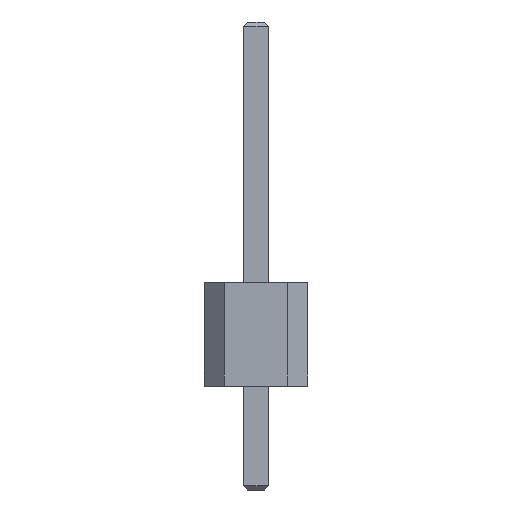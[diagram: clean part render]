
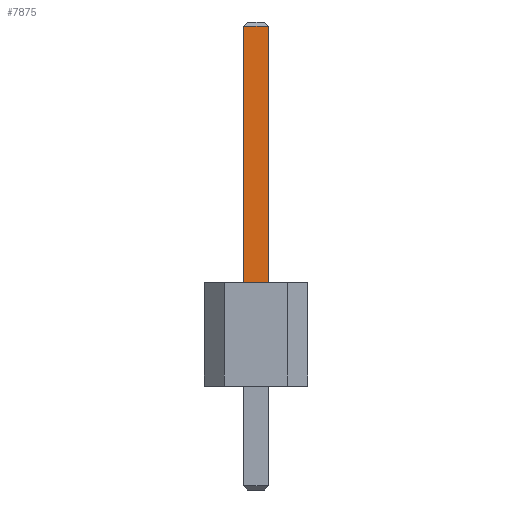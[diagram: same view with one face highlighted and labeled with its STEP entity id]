
A CAD part, left-side view. The second image highlights one B-rep face of the part: STEP entity #7875.
In plain terms, the highlighted planar face has unit normal (-1, 0, 0).
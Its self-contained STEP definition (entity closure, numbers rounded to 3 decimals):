
#80 = CARTESIAN_POINT ( 'NONE',  ( -0.3, -0.3, 8.9 ) ) ;
#97 = ORIENTED_EDGE ( 'NONE', *, *, #342, .T. ) ;
#342 = EDGE_CURVE ( 'NONE', #615, #3226, #3393, .T. ) ;
#537 = CARTESIAN_POINT ( 'NONE',  ( -0.3, 0.3, 2.54 ) ) ;
#615 = VERTEX_POINT ( 'NONE', #1500 ) ;
#1500 = CARTESIAN_POINT ( 'NONE',  ( -0.3, -0.3, 8.8 ) ) ;
#1874 = LINE ( 'NONE', #8367, #6586 ) ;
#1885 = CARTESIAN_POINT ( 'NONE',  ( -0.3, 0., 8.8 ) ) ;
#2015 = CARTESIAN_POINT ( 'NONE',  ( -0.3, 0.3, 8.9 ) ) ;
#2016 = EDGE_CURVE ( 'NONE', #3872, #3226, #7614, .T. ) ;
#2252 = VECTOR ( 'NONE', #5126, 1000. ) ;
#2286 = LINE ( 'NONE', #80, #9964 ) ;
#2483 = CARTESIAN_POINT ( 'NONE',  ( -0.3, 0., 0. ) ) ;
#3226 = VERTEX_POINT ( 'NONE', #5164 ) ;
#3232 = DIRECTION ( 'NONE',  ( 0., 0., -1. ) ) ;
#3252 = ORIENTED_EDGE ( 'NONE', *, *, #2016, .F. ) ;
#3393 = LINE ( 'NONE', #1885, #2252 ) ;
#3459 = VECTOR ( 'NONE', #3664, 1000. ) ;
#3602 = CARTESIAN_POINT ( 'NONE',  ( -0.3, -0.3, 2.54 ) ) ;
#3664 = DIRECTION ( 'NONE',  ( 0., 0., 1. ) ) ;
#3872 = VERTEX_POINT ( 'NONE', #537 ) ;
#4695 = EDGE_LOOP ( 'NONE', ( #8910, #97, #3252, #7099 ) ) ;
#4857 = VERTEX_POINT ( 'NONE', #3602 ) ;
#5126 = DIRECTION ( 'NONE',  ( 0., 1., 0. ) ) ;
#5164 = CARTESIAN_POINT ( 'NONE',  ( -0.3, 0.3, 8.8 ) ) ;
#5172 = AXIS2_PLACEMENT_3D ( 'NONE', #2483, #8876, #3232 ) ;
#5521 = EDGE_CURVE ( 'NONE', #3872, #4857, #1874, .T. ) ;
#5690 = PLANE ( 'NONE',  #5172 ) ;
#5853 = DIRECTION ( 'NONE',  ( 0., 0., -1. ) ) ;
#6586 = VECTOR ( 'NONE', #7579, 1000. ) ;
#7099 = ORIENTED_EDGE ( 'NONE', *, *, #5521, .T. ) ;
#7579 = DIRECTION ( 'NONE',  ( 0., -1., 0. ) ) ;
#7614 = LINE ( 'NONE', #2015, #3459 ) ;
#7875 = ADVANCED_FACE ( 'NONE', ( #7913 ), #5690, .F. ) ;
#7913 = FACE_OUTER_BOUND ( 'NONE', #4695, .T. ) ;
#8367 = CARTESIAN_POINT ( 'NONE',  ( -0.3, 0., 2.54 ) ) ;
#8876 = DIRECTION ( 'NONE',  ( 1., 0., 0. ) ) ;
#8910 = ORIENTED_EDGE ( 'NONE', *, *, #8990, .F. ) ;
#8990 = EDGE_CURVE ( 'NONE', #615, #4857, #2286, .T. ) ;
#9964 = VECTOR ( 'NONE', #5853, 1000. ) ;
